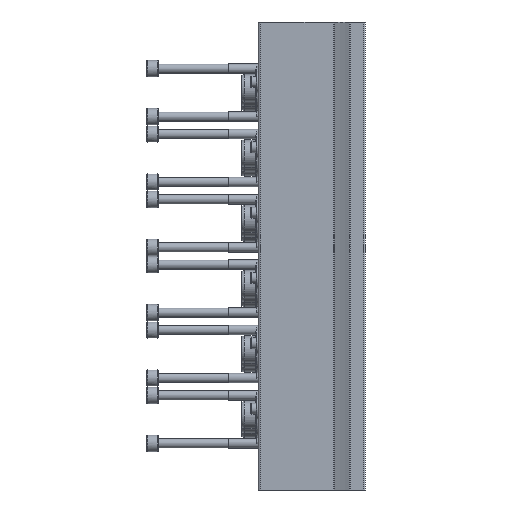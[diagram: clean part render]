
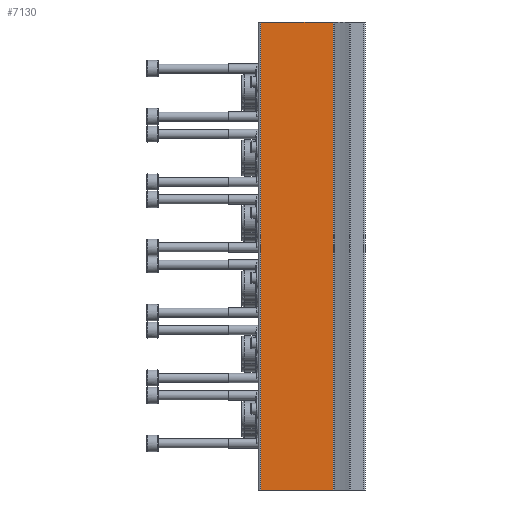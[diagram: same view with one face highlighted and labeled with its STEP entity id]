
A CAD part, left-side view. The second image highlights one B-rep face of the part: STEP entity #7130.
In plain terms, the highlighted planar face has unit normal (-1, 0, 0).
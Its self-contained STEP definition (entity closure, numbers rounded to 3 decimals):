
#287=PLANE('',#7677);
#1038=ORIENTED_EDGE('',*,*,#2918,.F.);
#1039=ORIENTED_EDGE('',*,*,#2917,.F.);
#1040=ORIENTED_EDGE('',*,*,#2919,.T.);
#1041=ORIENTED_EDGE('',*,*,#2920,.T.);
#2917=EDGE_CURVE('',#3857,#3855,#4516,.T.);
#2918=EDGE_CURVE('',#3855,#3858,#4517,.T.);
#2919=EDGE_CURVE('',#3857,#3859,#4518,.T.);
#2920=EDGE_CURVE('',#3859,#3858,#4519,.T.);
#3855=VERTEX_POINT('',#11356);
#3857=VERTEX_POINT('',#11360);
#3858=VERTEX_POINT('',#11364);
#3859=VERTEX_POINT('',#11366);
#4516=LINE('',#11361,#5012);
#4517=LINE('',#11363,#5013);
#4518=LINE('',#11365,#5014);
#4519=LINE('',#11367,#5015);
#5012=VECTOR('',#8611,1000.);
#5013=VECTOR('',#8614,1000.);
#5014=VECTOR('',#8615,1000.);
#5015=VECTOR('',#8616,1000.);
#5520=EDGE_LOOP('',(#1038,#1039,#1040,#1041));
#6263=FACE_BOUND('',#5520,.T.);
#7130=ADVANCED_FACE('',(#6263),#287,.T.);
#7677=AXIS2_PLACEMENT_3D('',#11362,#8612,#8613);
#8611=DIRECTION('',(0.,0.,1.));
#8612=DIRECTION('',(-1.,0.,0.));
#8613=DIRECTION('',(0.,0.,1.));
#8614=DIRECTION('',(0.,-1.,0.));
#8615=DIRECTION('',(0.,-1.,0.));
#8616=DIRECTION('',(0.,0.,1.));
#11356=CARTESIAN_POINT('',(-63.,44.,0.));
#11360=CARTESIAN_POINT('',(-63.,44.,-197.));
#11361=CARTESIAN_POINT('',(-63.,44.,-197.));
#11362=CARTESIAN_POINT('',(-63.,44.,-197.));
#11363=CARTESIAN_POINT('',(-63.,44.,0.));
#11364=CARTESIAN_POINT('',(-63.,13.354,0.));
#11365=CARTESIAN_POINT('',(-63.,44.,-197.));
#11366=CARTESIAN_POINT('',(-63.,13.354,-197.));
#11367=CARTESIAN_POINT('',(-63.,13.354,-197.));
